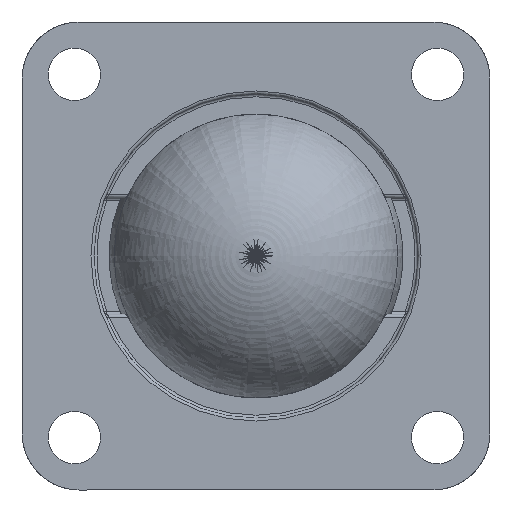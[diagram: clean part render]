
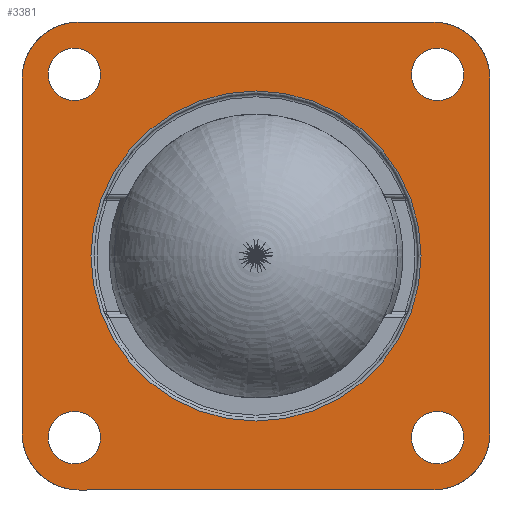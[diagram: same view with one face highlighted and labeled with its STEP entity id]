
A CAD part, left-side view. The second image highlights one B-rep face of the part: STEP entity #3381.
In plain terms, the highlighted face is planar.
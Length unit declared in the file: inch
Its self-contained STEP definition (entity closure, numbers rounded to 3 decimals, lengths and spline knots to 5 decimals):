
#854=VECTOR('',#9126,1.);
#855=VECTOR('',#9127,1.);
#856=VECTOR('',#9130,1.);
#857=VECTOR('',#9131,1.);
#956=LINE('',#5726,#854);
#957=LINE('',#5728,#855);
#958=LINE('',#5732,#856);
#959=LINE('',#5733,#857);
#1154=PLANE('',#3651);
#1292=VERTEX_POINT('',#4778);
#1293=VERTEX_POINT('',#4780);
#1332=VERTEX_POINT('',#5643);
#1333=VERTEX_POINT('',#5645);
#1335=VERTEX_POINT('',#5651);
#1348=VERTEX_POINT('',#5727);
#1349=VERTEX_POINT('',#5729);
#1350=VERTEX_POINT('',#5731);
#1351=VERTEX_POINT('',#5734);
#1352=VERTEX_POINT('',#5737);
#1353=VERTEX_POINT('',#5739);
#1354=VERTEX_POINT('',#5741);
#1355=VERTEX_POINT('',#5743);
#1534=CIRCLE('',#3588,0.6875);
#1569=CIRCLE('',#3642,0.6875);
#1571=CIRCLE('',#3645,1.985);
#1576=CIRCLE('',#3652,0.6875);
#1577=CIRCLE('',#3653,0.6875);
#1578=CIRCLE('',#3654,0.31496);
#1579=CIRCLE('',#3655,0.31496);
#1580=CIRCLE('',#3656,0.31496);
#1581=CIRCLE('',#3657,0.31496);
#1759=EDGE_CURVE('',#1292,#1293,#1534,.T.);
#1824=EDGE_CURVE('',#1332,#1333,#1569,.T.);
#1827=EDGE_CURVE('',#1335,#1335,#1571,.T.);
#1840=EDGE_CURVE('',#1348,#1333,#956,.T.);
#1841=EDGE_CURVE('',#1332,#1349,#957,.T.);
#1842=EDGE_CURVE('',#1350,#1349,#1576,.T.);
#1843=EDGE_CURVE('',#1350,#1293,#958,.T.);
#1844=EDGE_CURVE('',#1292,#1351,#959,.T.);
#1845=EDGE_CURVE('',#1348,#1351,#1577,.T.);
#1846=EDGE_CURVE('',#1352,#1352,#1578,.T.);
#1847=EDGE_CURVE('',#1353,#1353,#1579,.T.);
#1848=EDGE_CURVE('',#1354,#1354,#1580,.T.);
#1849=EDGE_CURVE('',#1355,#1355,#1581,.T.);
#2298=ORIENTED_EDGE('',*,*,#1840,.T.);
#2299=ORIENTED_EDGE('',*,*,#1824,.F.);
#2300=ORIENTED_EDGE('',*,*,#1841,.T.);
#2301=ORIENTED_EDGE('',*,*,#1842,.F.);
#2302=ORIENTED_EDGE('',*,*,#1843,.T.);
#2303=ORIENTED_EDGE('',*,*,#1759,.F.);
#2304=ORIENTED_EDGE('',*,*,#1844,.T.);
#2305=ORIENTED_EDGE('',*,*,#1845,.F.);
#2306=ORIENTED_EDGE('',*,*,#1846,.T.);
#2307=ORIENTED_EDGE('',*,*,#1847,.T.);
#2308=ORIENTED_EDGE('',*,*,#1848,.T.);
#2309=ORIENTED_EDGE('',*,*,#1849,.T.);
#2310=ORIENTED_EDGE('',*,*,#1827,.F.);
#2867=EDGE_LOOP('',(#2298,#2299,#2300,#2301,#2302,#2303,#2304,#2305));
#2868=EDGE_LOOP('',(#2306));
#2869=EDGE_LOOP('',(#2307));
#2870=EDGE_LOOP('',(#2308));
#2871=EDGE_LOOP('',(#2309));
#2872=EDGE_LOOP('',(#2310));
#3123=FACE_BOUND('',#2867,.T.);
#3124=FACE_BOUND('',#2868,.T.);
#3125=FACE_BOUND('',#2869,.T.);
#3126=FACE_BOUND('',#2870,.T.);
#3127=FACE_BOUND('',#2871,.T.);
#3128=FACE_BOUND('',#2872,.T.);
#3381=ADVANCED_FACE('',(#3123,#3124,#3125,#3126,#3127,#3128),#1154,.F.);
#3588=AXIS2_PLACEMENT_3D('',#4779,#8984,#8985);
#3642=AXIS2_PLACEMENT_3D('',#5644,#9103,#9104);
#3645=AXIS2_PLACEMENT_3D('',#5650,#9109,#9110);
#3651=AXIS2_PLACEMENT_3D('',#5725,#9125,$);
#3652=AXIS2_PLACEMENT_3D('',#5730,#9128,#9129);
#3653=AXIS2_PLACEMENT_3D('',#5735,#9132,#9133);
#3654=AXIS2_PLACEMENT_3D('',#5736,#9134,#9135);
#3655=AXIS2_PLACEMENT_3D('',#5738,#9136,#9137);
#3656=AXIS2_PLACEMENT_3D('',#5740,#9138,#9139);
#3657=AXIS2_PLACEMENT_3D('',#5742,#9140,#9141);
#4778=CARTESIAN_POINT('',(-2.12746,2.81496,0.));
#4779=CARTESIAN_POINT('',(-2.12746,2.12746,0.));
#4780=CARTESIAN_POINT('',(-2.81496,2.12746,0.));
#5643=CARTESIAN_POINT('',(2.12746,-2.81496,0.));
#5644=CARTESIAN_POINT('',(2.12746,-2.12746,0.));
#5645=CARTESIAN_POINT('',(2.81496,-2.12746,0.));
#5650=CARTESIAN_POINT('',(0.,0.,0.));
#5651=CARTESIAN_POINT('',(0.,1.985,0.));
#5725=CARTESIAN_POINT('',(0.,0.,0.));
#5726=CARTESIAN_POINT('',(2.81496,2.12746,0.));
#5727=CARTESIAN_POINT('',(2.81496,2.12746,0.));
#5728=CARTESIAN_POINT('',(2.12746,-2.81496,0.));
#5729=CARTESIAN_POINT('',(-2.12746,-2.81496,0.));
#5730=CARTESIAN_POINT('',(-2.12746,-2.12746,0.));
#5731=CARTESIAN_POINT('',(-2.81496,-2.12746,0.));
#5732=CARTESIAN_POINT('',(-2.81496,-2.12746,0.));
#5733=CARTESIAN_POINT('',(-2.12746,2.81496,0.));
#5734=CARTESIAN_POINT('',(2.12746,2.81496,0.));
#5735=CARTESIAN_POINT('',(2.12746,2.12746,0.));
#5736=CARTESIAN_POINT('',(-2.18504,2.18504,0.));
#5737=CARTESIAN_POINT('',(-2.5,2.18504,0.));
#5738=CARTESIAN_POINT('',(-2.18504,-2.18504,0.));
#5739=CARTESIAN_POINT('',(-2.18504,-2.5,0.));
#5740=CARTESIAN_POINT('',(2.18504,-2.18504,0.));
#5741=CARTESIAN_POINT('',(2.5,-2.18504,0.));
#5742=CARTESIAN_POINT('',(2.18504,2.18504,0.));
#5743=CARTESIAN_POINT('',(2.18504,2.5,0.));
#8984=DIRECTION('',(0.,0.,1.));
#8985=DIRECTION('',(0.688,0.,0.));
#9103=DIRECTION('',(0.,0.,1.));
#9104=DIRECTION('',(0.688,0.,0.));
#9109=DIRECTION('',(0.,0.,-1.));
#9110=DIRECTION('',(0.,-1.985,0.));
#9125=DIRECTION('',(0.,0.,1.));
#9126=DIRECTION('',(0.,-1.,0.));
#9127=DIRECTION('',(-1.,0.,0.));
#9128=DIRECTION('',(0.,0.,1.));
#9129=DIRECTION('',(0.688,0.,0.));
#9130=DIRECTION('',(0.,1.,0.));
#9131=DIRECTION('',(1.,0.,0.));
#9132=DIRECTION('',(0.,0.,1.));
#9133=DIRECTION('',(0.688,0.,0.));
#9134=DIRECTION('',(0.,0.,1.));
#9135=DIRECTION('',(0.315,0.,0.));
#9136=DIRECTION('',(0.,0.,1.));
#9137=DIRECTION('',(0.,0.315,0.));
#9138=DIRECTION('',(0.,0.,1.));
#9139=DIRECTION('',(-0.315,0.,0.));
#9140=DIRECTION('',(0.,0.,1.));
#9141=DIRECTION('',(0.,-0.315,0.));
